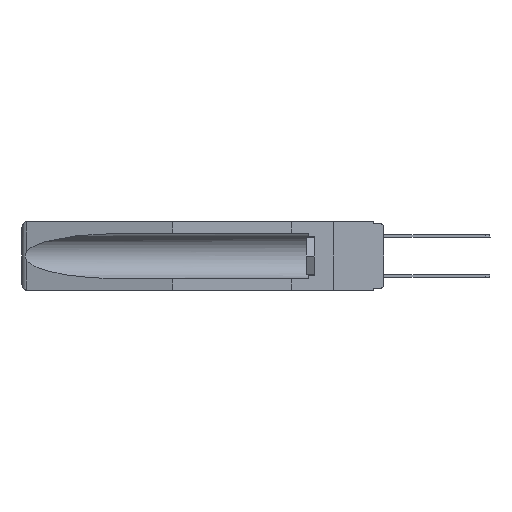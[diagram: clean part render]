
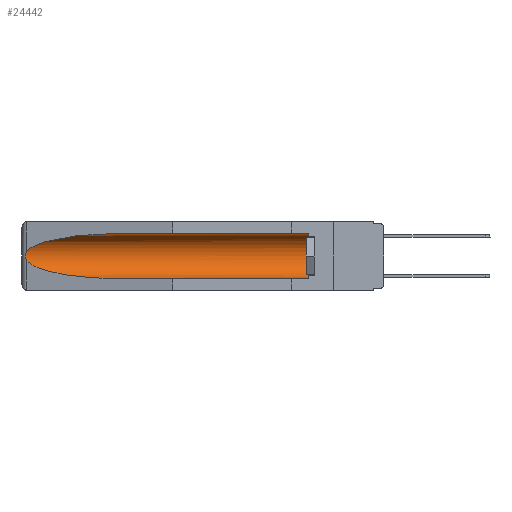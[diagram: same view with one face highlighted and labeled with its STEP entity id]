
A CAD part, left-side view. The second image highlights one B-rep face of the part: STEP entity #24442.
In plain terms, the highlighted cylindrical face has radius 2.857 mm (diameter 5.715 mm), a partial arc.
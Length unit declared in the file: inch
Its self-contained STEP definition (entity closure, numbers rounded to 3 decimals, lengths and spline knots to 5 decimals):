
#43 = CARTESIAN_POINT ( 'NONE',  ( 0.21114, 1.30732, -0.059 ) ) ;
#359 = CARTESIAN_POINT ( 'NONE',  ( 0.2675, 1.53308, -0.16763 ) ) ;
#464 = EDGE_CURVE ( 'NONE', #14812, #20358, #14011, .T. ) ;
#1220 = CARTESIAN_POINT ( 'NONE',  ( 0.155, 0.126, -0.059 ) ) ;
#2214 = CARTESIAN_POINT ( 'NONE',  ( 0.25451, 1.48313, -0.09465 ) ) ;
#2470 = EDGE_CURVE ( 'NONE', #20123, #18954, #18209, .T. ) ;
#2524 = CARTESIAN_POINT ( 'NONE',  ( 0.26537, 1.52718, -0.14972 ) ) ;
#2672 = CARTESIAN_POINT ( 'NONE',  ( 0.2673, 1.53269, -0.17917 ) ) ;
#4044 = ORIENTED_EDGE ( 'NONE', *, *, #9838, .F. ) ;
#4480 = DIRECTION ( 'NONE',  ( 0., 1., 0. ) ) ;
#4604 = CARTESIAN_POINT ( 'NONE',  ( 0.21114, 1.30732, -0.284 ) ) ;
#4759 = CARTESIAN_POINT ( 'NONE',  ( 0.25451, 1.48313, -0.24835 ) ) ;
#5476 = CARTESIAN_POINT ( 'NONE',  ( 0.155, 1.07973, -0.059 ) ) ;
#5884 = AXIS2_PLACEMENT_3D ( 'NONE', #7417, #22863, #11963 ) ;
#7174 = CARTESIAN_POINT ( 'NONE',  ( 0.155, 1.07973, -0.284 ) ) ;
#7417 = CARTESIAN_POINT ( 'NONE',  ( 0.155, 0.126, -0.1715 ) ) ;
#7511 = DIRECTION ( 'NONE',  ( 0., 1., 0. ) ) ;
#7932 = VECTOR ( 'NONE', #4480, 39.37008 ) ;
#8665 = CARTESIAN_POINT ( 'NONE',  ( 0.26597, 1.52961, -0.15275 ) ) ;
#9587 = CYLINDRICAL_SURFACE ( 'NONE', #17504, 0.1125 ) ;
#9807 = CARTESIAN_POINT ( 'NONE',  ( 0.26537, 1.52718, -0.14972 ) ) ;
#9838 = EDGE_CURVE ( 'NONE', #20123, #20358, #15797, .T. ) ;
#10585 = CARTESIAN_POINT ( 'NONE',  ( 0.155, 1.07973, -0.284 ) ) ;
#11005 = EDGE_CURVE ( 'NONE', #13451, #14812, #23207, .T. ) ;
#11213 = CARTESIAN_POINT ( 'NONE',  ( 0.26654, 1.53092, -0.15636 ) ) ;
#11370 = CARTESIAN_POINT ( 'NONE',  ( 0.155, 0.126, -0.284 ) ) ;
#11588 = FACE_OUTER_BOUND ( 'NONE', #12631, .T. ) ;
#11871 = DIRECTION ( 'NONE',  ( 0., 1., 0. ) ) ;
#11963 = DIRECTION ( 'NONE',  ( 0., 0., 1. ) ) ;
#12631 = EDGE_LOOP ( 'NONE', ( #16370, #27103, #20263, #4044, #22606, #15352 ) ) ;
#13451 = VERTEX_POINT ( 'NONE', #9807 ) ;
#13668 = CARTESIAN_POINT ( 'NONE',  ( 0.26537, 1.52718, -0.19328 ) ) ;
#13758 = EDGE_CURVE ( 'NONE', #20661, #13451, #16912, .T. ) ;
#14011 =( BOUNDED_CURVE ( )  B_SPLINE_CURVE ( 3, ( #15747, #4759, #4604, #7174 ),
 .UNSPECIFIED., .F., .F. ) 
 B_SPLINE_CURVE_WITH_KNOTS ( ( 4, 4 ),
 ( 0.1948, 1.5708 ),
 .UNSPECIFIED. ) 
 CURVE ( )  GEOMETRIC_REPRESENTATION_ITEM ( )  RATIONAL_B_SPLINE_CURVE ( ( 1., 0.848, 0.848, 1. ) ) 
 REPRESENTATION_ITEM ( '' )  );
#14177 = DIRECTION ( 'NONE',  ( 0., 0., 1. ) ) ;
#14180 = EDGE_CURVE ( 'NONE', #18954, #20661, #28239, .T. ) ;
#14812 = VERTEX_POINT ( 'NONE', #24709 ) ;
#15339 = CARTESIAN_POINT ( 'NONE',  ( 0.155, -0.30754, -0.059 ) ) ;
#15352 = ORIENTED_EDGE ( 'NONE', *, *, #14180, .T. ) ;
#15747 = CARTESIAN_POINT ( 'NONE',  ( 0.26537, 1.52718, -0.19328 ) ) ;
#15797 = LINE ( 'NONE', #22674, #20378 ) ;
#16370 = ORIENTED_EDGE ( 'NONE', *, *, #13758, .T. ) ;
#16912 =( BOUNDED_CURVE ( )  B_SPLINE_CURVE ( 3, ( #26096, #43, #2214, #23798 ),
 .UNSPECIFIED., .F., .T. ) 
 B_SPLINE_CURVE_WITH_KNOTS ( ( 4, 4 ),
 ( 4.71239, 6.08839 ),
 .UNSPECIFIED. ) 
 CURVE ( )  GEOMETRIC_REPRESENTATION_ITEM ( )  RATIONAL_B_SPLINE_CURVE ( ( 1., 0.848, 0.848, 1. ) ) 
 REPRESENTATION_ITEM ( '' )  );
#17504 = AXIS2_PLACEMENT_3D ( 'NONE', #18330, #11871, #14177 ) ;
#18209 = CIRCLE ( 'NONE', #5884, 0.1125 ) ;
#18330 = CARTESIAN_POINT ( 'NONE',  ( 0.155, -0.30754, -0.1715 ) ) ;
#18954 = VERTEX_POINT ( 'NONE', #1220 ) ;
#20120 = CARTESIAN_POINT ( 'NONE',  ( 0.26597, 1.5296, -0.19026 ) ) ;
#20123 = VERTEX_POINT ( 'NONE', #11370 ) ;
#20263 = ORIENTED_EDGE ( 'NONE', *, *, #464, .T. ) ;
#20358 = VERTEX_POINT ( 'NONE', #10585 ) ;
#20378 = VECTOR ( 'NONE', #7511, 39.37008 ) ;
#20661 = VERTEX_POINT ( 'NONE', #5476 ) ;
#22251 = CARTESIAN_POINT ( 'NONE',  ( 0.2675, 1.53308, -0.17534 ) ) ;
#22393 = CARTESIAN_POINT ( 'NONE',  ( 0.2673, 1.5327, -0.16383 ) ) ;
#22606 = ORIENTED_EDGE ( 'NONE', *, *, #2470, .T. ) ;
#22674 = CARTESIAN_POINT ( 'NONE',  ( 0.155, -0.30754, -0.284 ) ) ;
#22863 = DIRECTION ( 'NONE',  ( 0., -1., 0. ) ) ;
#23207 = B_SPLINE_CURVE_WITH_KNOTS ( 'NONE', 3,
 ( #2524, #8665, #11213, #22393, #359, #22251, #2672, #24536, #20120, #13668 ),
 .UNSPECIFIED., .F., .F.,
 ( 4, 2, 2, 2, 4 ),
 ( 0., 0.00029, 0.00058, 0.00087, 0.00117 ),
 .UNSPECIFIED. ) ;
#23798 = CARTESIAN_POINT ( 'NONE',  ( 0.26537, 1.52718, -0.14972 ) ) ;
#24442 = ADVANCED_FACE ( 'NONE', ( #11588 ), #9587, .F. ) ;
#24536 = CARTESIAN_POINT ( 'NONE',  ( 0.26655, 1.53094, -0.18657 ) ) ;
#24709 = CARTESIAN_POINT ( 'NONE',  ( 0.26537, 1.52718, -0.19328 ) ) ;
#26096 = CARTESIAN_POINT ( 'NONE',  ( 0.155, 1.07973, -0.059 ) ) ;
#27103 = ORIENTED_EDGE ( 'NONE', *, *, #11005, .T. ) ;
#28239 = LINE ( 'NONE', #15339, #7932 ) ;
